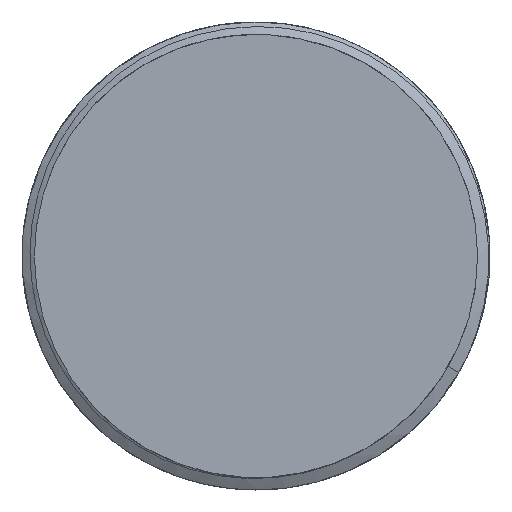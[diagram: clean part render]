
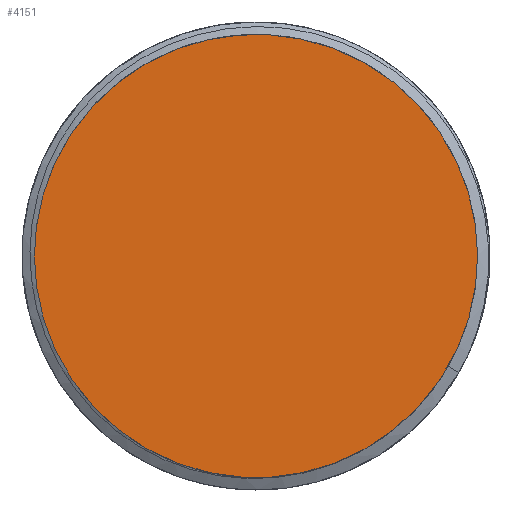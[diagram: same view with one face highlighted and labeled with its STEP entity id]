
A CAD part, left-side view. The second image highlights one B-rep face of the part: STEP entity #4151.
In plain terms, the highlighted free-form (B-spline) face has degree [1, 1] with [2, 2] control points.
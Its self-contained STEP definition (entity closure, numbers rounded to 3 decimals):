
#887=CARTESIAN_POINT('',(1.,13.9,0.));
#888=VERTEX_POINT('',#887);
#896=CARTESIAN_POINT('',(1.,13.9,0.));
#897=CARTESIAN_POINT('',(1.,13.9,-13.9));
#898=CARTESIAN_POINT('',(1.,0.,-13.9));
#899=CARTESIAN_POINT('',(1.,-13.9,-13.9));
#900=CARTESIAN_POINT('',(1.,-13.9,0.));
#901=CARTESIAN_POINT('',(1.,-13.9,13.9));
#902=CARTESIAN_POINT('',(1.,0.,13.9));
#903=CARTESIAN_POINT('',(1.,13.9,13.9));
#904=CARTESIAN_POINT('',(1.,13.9,0.));
#905=(BOUNDED_CURVE()B_SPLINE_CURVE(2,(#896,#897,#898,#899,#900,#901,#902,#903,#904),.CIRCULAR_ARC.,.T.,.U.)B_SPLINE_CURVE_WITH_KNOTS((3,2,2,2,3),(0.,0.25,0.5,0.75,1.),.UNSPECIFIED.)CURVE()GEOMETRIC_REPRESENTATION_ITEM()RATIONAL_B_SPLINE_CURVE((1.,0.707,1.,0.707,1.,0.707,1.,0.707,1.))REPRESENTATION_ITEM(''));
#906=EDGE_CURVE('',#888,#888,#905,.T.);
#4143=CARTESIAN_POINT('',(1.,-15.29,-15.29));
#4144=CARTESIAN_POINT('',(1.,15.29,-15.29));
#4145=CARTESIAN_POINT('',(1.,-15.29,15.29));
#4146=CARTESIAN_POINT('',(1.,15.29,15.29));
#4147=B_SPLINE_SURFACE_WITH_KNOTS('',1,1,((#4143,#4144),(#4145,#4146)),.PLANE_SURF.,.F.,.F.,.U.,(2,2),(2,2),(0.,1.),(0.,1.),.UNSPECIFIED.);
#4148=ORIENTED_EDGE('',*,*,#906,.T.);
#4149=EDGE_LOOP('',(#4148));
#4150=FACE_OUTER_BOUND('',#4149,.T.);
#4151=ADVANCED_FACE('',(#4150),#4147,.T.);
